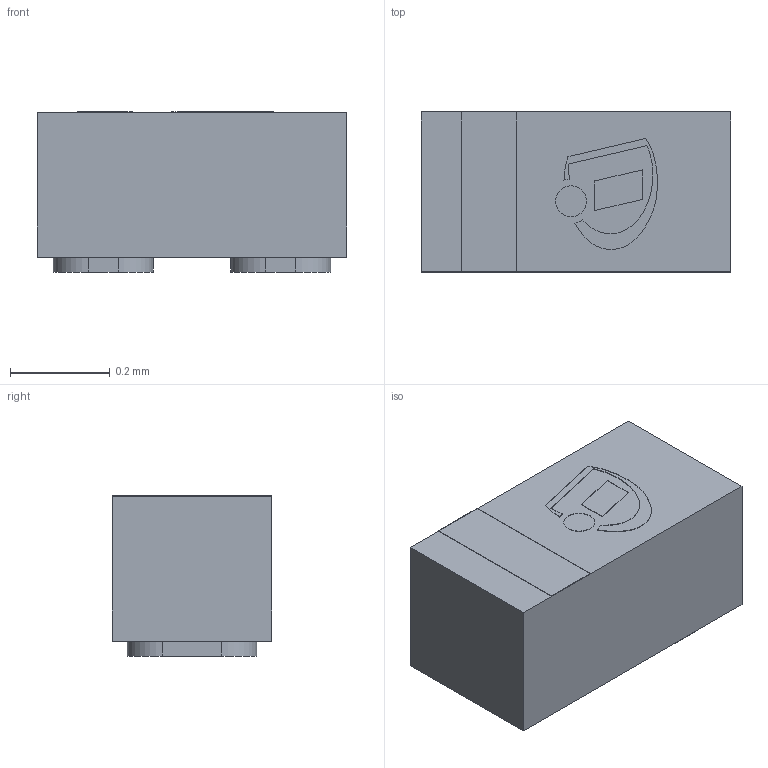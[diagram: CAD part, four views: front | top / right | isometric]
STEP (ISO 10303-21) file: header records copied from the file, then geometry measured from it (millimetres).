
FILE_DESCRIPTION(/* description */ (''),/* implementation_level */ '2;1');
FILE_NAME(/* name */ 'PG-TSSLP-2-3_Z8B00165126_V03_3D.stp',/* time_stamp */ '2025-02-04T18:58:19+05:30',/* author */ ('sivamani'),/* organization */ (''),/* preprocessor_version */ 'ST-DEVELOPER v19.2',/* originating_system */ 'AutoCAD Mechanical',/* authorisation */ '');
FILE_SCHEMA (('AUTOMOTIVE_DESIGN { 1 0 10303 214 3 1 1 }'));
Length unit declared in the file: millimetre
Products named in the file (1): Product
Bounding box: 0.62 x 0.32 x 0.32 mm (x, y, z)
Volume: 0.1 mm3; surface area: 1.3 mm2
Topology: 7 solids, 7 shells, 68 faces, 162 edges, 108 vertices
Faces by surface type: plane 37, cylinder 31
Full cylindrical faces by diameter (mm): 0.062 x1
Entity records: 2029 total; most frequent: DIRECTION 362, CARTESIAN_POINT 339, ORIENTED_EDGE 324, EDGE_CURVE 162, AXIS2_PLACEMENT_3D 131, VERTEX_POINT 108, LINE 100, VECTOR 100
